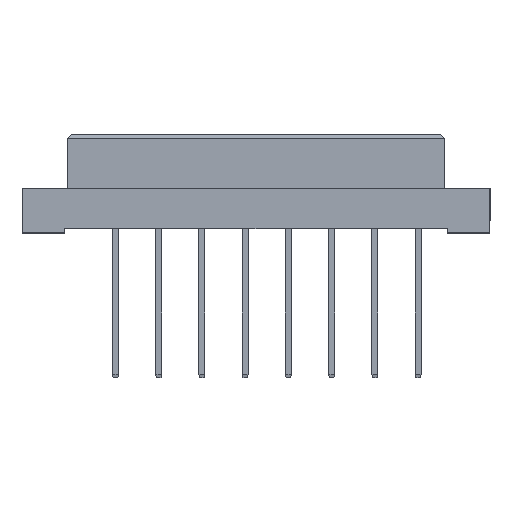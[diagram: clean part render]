
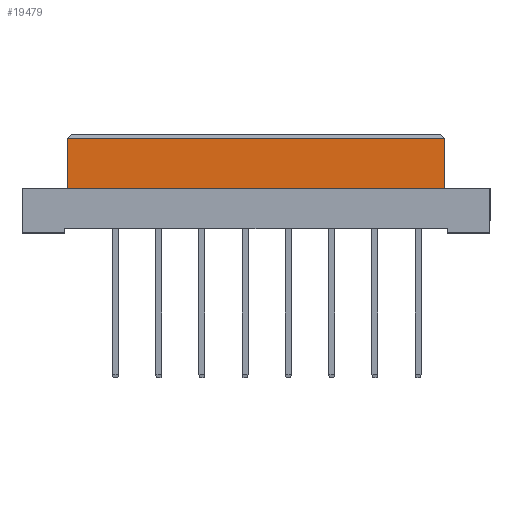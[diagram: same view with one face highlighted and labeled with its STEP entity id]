
A CAD part, top view. The second image highlights one B-rep face of the part: STEP entity #19479.
In plain terms, the highlighted planar face has unit normal (0, 0, 1).
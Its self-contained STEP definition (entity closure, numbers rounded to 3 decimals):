
#1024 = CARTESIAN_POINT ( 'NONE',  ( 22.2, -6.4, 4.25 ) ) ;
#1148 = VECTOR ( 'NONE', #6782, 1000. ) ;
#1514 = DIRECTION ( 'NONE',  ( -1., 0., 0. ) ) ;
#2528 = FACE_OUTER_BOUND ( 'NONE', #16319, .T. ) ;
#2867 = VERTEX_POINT ( 'NONE', #12223 ) ;
#4053 = DIRECTION ( 'NONE',  ( 0., 0., 1. ) ) ;
#4720 = CARTESIAN_POINT ( 'NONE',  ( -22.2, -0.5, 4.25 ) ) ;
#5020 = ORIENTED_EDGE ( 'NONE', *, *, #19559, .T. ) ;
#5182 = CARTESIAN_POINT ( 'NONE',  ( 22.2, -6.4, 4.25 ) ) ;
#5216 = ORIENTED_EDGE ( 'NONE', *, *, #9672, .T. ) ;
#5259 = LINE ( 'NONE', #11139, #1148 ) ;
#6576 = ORIENTED_EDGE ( 'NONE', *, *, #7444, .F. ) ;
#6782 = DIRECTION ( 'NONE',  ( 0., 1., 0. ) ) ;
#6852 = DIRECTION ( 'NONE',  ( 0., 1., 0. ) ) ;
#7138 = VECTOR ( 'NONE', #6852, 1000. ) ;
#7370 = DIRECTION ( 'NONE',  ( 1., 0., 0. ) ) ;
#7444 = EDGE_CURVE ( 'NONE', #2867, #11968, #9997, .T. ) ;
#7489 = LINE ( 'NONE', #10541, #8196 ) ;
#8196 = VECTOR ( 'NONE', #1514, 1000. ) ;
#9672 = EDGE_CURVE ( 'NONE', #17778, #17131, #5259, .T. ) ;
#9766 = ORIENTED_EDGE ( 'NONE', *, *, #20019, .T. ) ;
#9997 = LINE ( 'NONE', #12925, #7138 ) ;
#10541 = CARTESIAN_POINT ( 'NONE',  ( -22.2, -0.5, 4.25 ) ) ;
#11139 = CARTESIAN_POINT ( 'NONE',  ( 22.2, -6.4, 4.25 ) ) ;
#11665 = PLANE ( 'NONE',  #14651 ) ;
#11968 = VERTEX_POINT ( 'NONE', #4720 ) ;
#12223 = CARTESIAN_POINT ( 'NONE',  ( -22.2, -6.4, 4.25 ) ) ;
#12925 = CARTESIAN_POINT ( 'NONE',  ( -22.2, -6.4, 4.25 ) ) ;
#12981 = DIRECTION ( 'NONE',  ( 1., 0., 0. ) ) ;
#13520 = CARTESIAN_POINT ( 'NONE',  ( 22.2, -0.5, 4.25 ) ) ;
#13736 = LINE ( 'NONE', #18392, #14681 ) ;
#14651 = AXIS2_PLACEMENT_3D ( 'NONE', #1024, #4053, #12981 ) ;
#14681 = VECTOR ( 'NONE', #7370, 1000. ) ;
#16319 = EDGE_LOOP ( 'NONE', ( #5216, #5020, #6576, #9766 ) ) ;
#17131 = VERTEX_POINT ( 'NONE', #13520 ) ;
#17778 = VERTEX_POINT ( 'NONE', #5182 ) ;
#18392 = CARTESIAN_POINT ( 'NONE',  ( 22.2, -6.4, 4.25 ) ) ;
#19479 = ADVANCED_FACE ( 'NONE', ( #2528 ), #11665, .T. ) ;
#19559 = EDGE_CURVE ( 'NONE', #17131, #11968, #7489, .T. ) ;
#20019 = EDGE_CURVE ( 'NONE', #2867, #17778, #13736, .T. ) ;
